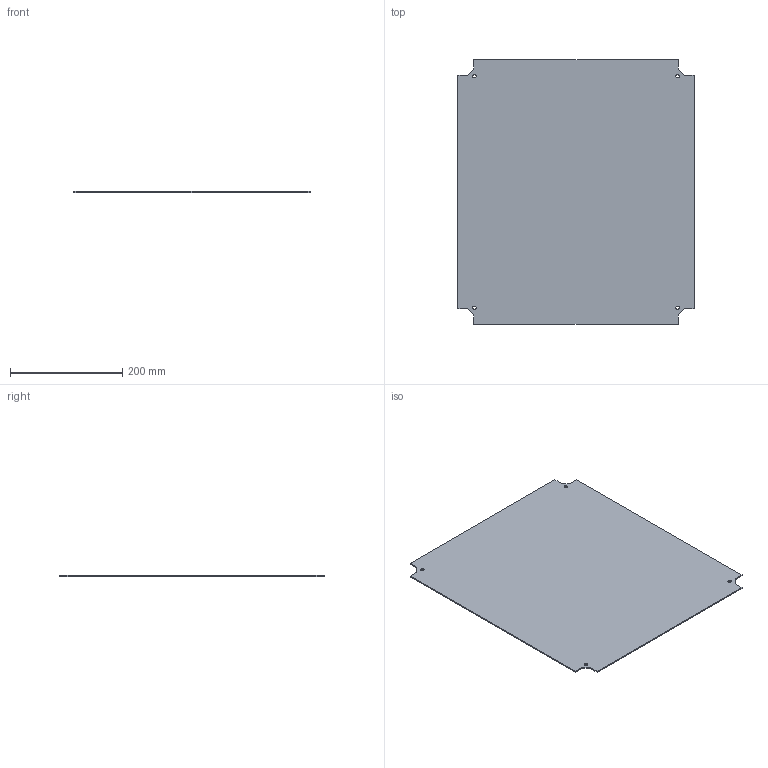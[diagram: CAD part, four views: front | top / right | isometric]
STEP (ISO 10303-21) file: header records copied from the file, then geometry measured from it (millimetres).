
FILE_DESCRIPTION((''),'2;1');
FILE_NAME('P1816STAL.stp','2008-09-12T15:51:21',('design2''s'),(''),'Autodesk Inventor 11','Autodesk Inventor 11','');
FILE_SCHEMA(('AUTOMOTIVE_DESIGN { 1 0 10303 214 1 1 1 1 }'));
Length unit declared in the file: inch
Products named in the file (1): P1816STAL
Bounding box: 420.69 x 471.49 x 2.03 mm (x, y, z)
Volume: 397010.6 mm3; surface area: 394493.6 mm2
Topology: 1 solids, 1 shells, 22 faces, 60 edges, 40 vertices
Faces by surface type: plane 18, cylinder 4
Full cylindrical faces by diameter (mm): 6.35 x4
Entity records: 713 total; most frequent: CARTESIAN_POINT 119, ORIENTED_EDGE 112, DIRECTION 110, EDGE_CURVE 56, VECTOR 48, LINE 48, VERTEX_POINT 40, EDGE_LOOP 34
